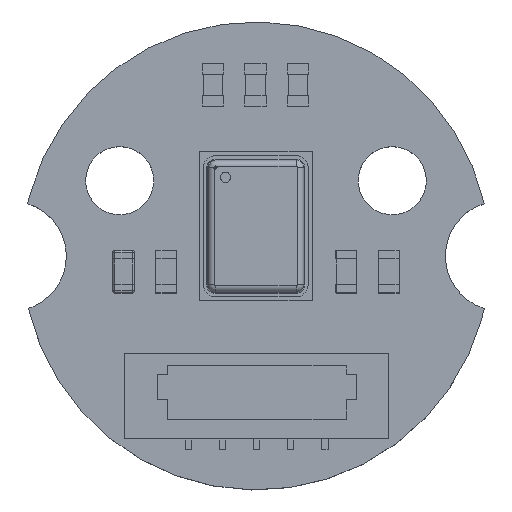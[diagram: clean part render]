
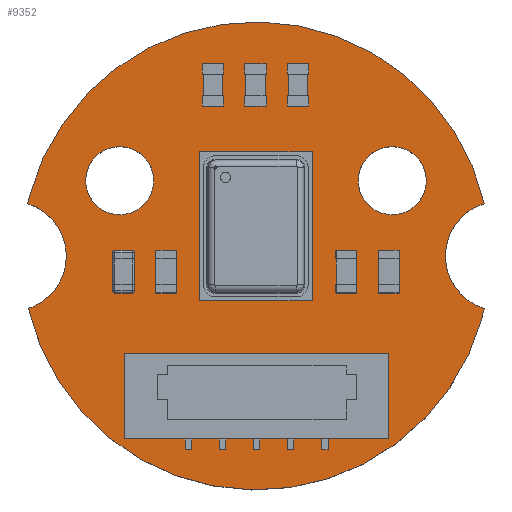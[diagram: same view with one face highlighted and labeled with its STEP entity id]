
A CAD part, top view. The second image highlights one B-rep face of the part: STEP entity #9352.
In plain terms, the highlighted planar face has unit normal (0, 0, 1).
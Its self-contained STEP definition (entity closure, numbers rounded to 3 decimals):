
#8983 = VERTEX_POINT('',#8984);
#8984 = CARTESIAN_POINT('',(234.67,-145.466,1.6));
#8990 = EDGE_CURVE('',#8983,#8991,#8993,.T.);
#8991 = VERTEX_POINT('',#8992);
#8992 = CARTESIAN_POINT('',(245.336,-145.689,1.6));
#8993 = CIRCLE('',#8994,5.502);
#8994 = AXIS2_PLACEMENT_3D('',#8995,#8996,#8997);
#8995 = CARTESIAN_POINT('',(239.975,-146.925,1.6));
#8996 = DIRECTION('',(0.,0.,-1.));
#8997 = DIRECTION('',(-0.964,0.265,0.));
#9023 = EDGE_CURVE('',#8991,#9024,#9026,.T.);
#9024 = VERTEX_POINT('',#9025);
#9025 = CARTESIAN_POINT('',(245.336,-145.689,1.6));
#9026 = LINE('',#9027,#9028);
#9027 = CARTESIAN_POINT('',(245.336,-145.689,1.6));
#9028 = VECTOR('',#9029,1.);
#9029 = DIRECTION('',(0.,-1.,0.));
#9054 = EDGE_CURVE('',#9024,#9055,#9057,.T.);
#9055 = VERTEX_POINT('',#9056);
#9056 = CARTESIAN_POINT('',(245.336,-148.152,1.6));
#9057 = CIRCLE('',#9058,1.287);
#9058 = AXIS2_PLACEMENT_3D('',#9059,#9060,#9061);
#9059 = CARTESIAN_POINT('',(245.709,-146.92,1.6));
#9060 = DIRECTION('',(0.,0.,1.));
#9061 = DIRECTION('',(-0.29,0.957,0.));
#9087 = EDGE_CURVE('',#9055,#9088,#9090,.T.);
#9088 = VERTEX_POINT('',#9089);
#9089 = CARTESIAN_POINT('',(245.281,-148.376,1.6));
#9090 = LINE('',#9091,#9092);
#9091 = CARTESIAN_POINT('',(245.336,-148.152,1.6));
#9092 = VECTOR('',#9093,1.);
#9093 = DIRECTION('',(-0.235,-0.972,0.));
#9118 = EDGE_CURVE('',#9088,#9119,#9121,.T.);
#9119 = VERTEX_POINT('',#9120);
#9120 = CARTESIAN_POINT('',(234.631,-148.145,1.6));
#9121 = CIRCLE('',#9122,5.493);
#9122 = AXIS2_PLACEMENT_3D('',#9123,#9124,#9125);
#9123 = CARTESIAN_POINT('',(239.985,-146.918,1.6));
#9124 = DIRECTION('',(-0.,0.,-1.));
#9125 = DIRECTION('',(0.964,-0.265,-0.));
#9151 = EDGE_CURVE('',#9119,#9152,#9154,.T.);
#9152 = VERTEX_POINT('',#9153);
#9153 = CARTESIAN_POINT('',(234.741,-148.106,1.6));
#9154 = LINE('',#9155,#9156);
#9155 = CARTESIAN_POINT('',(234.631,-148.145,1.6));
#9156 = VECTOR('',#9157,1.);
#9157 = DIRECTION('',(0.944,0.331,0.));
#9182 = EDGE_CURVE('',#9152,#9183,#9185,.T.);
#9183 = VERTEX_POINT('',#9184);
#9184 = CARTESIAN_POINT('',(234.616,-145.69,1.6));
#9185 = CIRCLE('',#9186,1.29);
#9186 = AXIS2_PLACEMENT_3D('',#9187,#9188,#9189);
#9187 = CARTESIAN_POINT('',(234.233,-146.921,1.6));
#9188 = DIRECTION('',(0.,-0.,1.));
#9189 = DIRECTION('',(0.394,-0.919,-0.));
#9215 = EDGE_CURVE('',#9183,#9216,#9218,.T.);
#9216 = VERTEX_POINT('',#9217);
#9217 = CARTESIAN_POINT('',(234.616,-145.691,1.6));
#9218 = LINE('',#9219,#9220);
#9219 = CARTESIAN_POINT('',(234.616,-145.69,1.6));
#9220 = VECTOR('',#9221,1.);
#9221 = DIRECTION('',(-0.3,-0.954,0.));
#9246 = EDGE_CURVE('',#9216,#8983,#9247,.T.);
#9247 = LINE('',#9248,#9249);
#9248 = CARTESIAN_POINT('',(234.616,-145.691,1.6));
#9249 = VECTOR('',#9250,1.);
#9250 = DIRECTION('',(0.235,0.972,0.));
#9270 = VERTEX_POINT('',#9271);
#9271 = CARTESIAN_POINT('',(237.575,-145.15,1.6));
#9277 = EDGE_CURVE('',#9270,#9270,#9278,.T.);
#9278 = CIRCLE('',#9279,0.8);
#9279 = AXIS2_PLACEMENT_3D('',#9280,#9281,#9282);
#9280 = CARTESIAN_POINT('',(236.775,-145.15,1.6));
#9281 = DIRECTION('',(0.,0.,1.));
#9282 = DIRECTION('',(1.,0.,-0.));
#9303 = VERTEX_POINT('',#9304);
#9304 = CARTESIAN_POINT('',(243.975,-145.15,1.6));
#9310 = EDGE_CURVE('',#9303,#9303,#9311,.T.);
#9311 = CIRCLE('',#9312,0.8);
#9312 = AXIS2_PLACEMENT_3D('',#9313,#9314,#9315);
#9313 = CARTESIAN_POINT('',(243.175,-145.15,1.6));
#9314 = DIRECTION('',(0.,0.,1.));
#9315 = DIRECTION('',(1.,0.,-0.));
#9352 = ADVANCED_FACE('',(#9353,#9364,#9367),#9370,.T.);
#9353 = FACE_BOUND('',#9354,.F.);
#9354 = EDGE_LOOP('',(#9355,#9356,#9357,#9358,#9359,#9360,#9361,#9362,
    #9363));
#9355 = ORIENTED_EDGE('',*,*,#8990,.T.);
#9356 = ORIENTED_EDGE('',*,*,#9023,.T.);
#9357 = ORIENTED_EDGE('',*,*,#9054,.T.);
#9358 = ORIENTED_EDGE('',*,*,#9087,.T.);
#9359 = ORIENTED_EDGE('',*,*,#9118,.T.);
#9360 = ORIENTED_EDGE('',*,*,#9151,.T.);
#9361 = ORIENTED_EDGE('',*,*,#9182,.T.);
#9362 = ORIENTED_EDGE('',*,*,#9215,.T.);
#9363 = ORIENTED_EDGE('',*,*,#9246,.T.);
#9364 = FACE_BOUND('',#9365,.F.);
#9365 = EDGE_LOOP('',(#9366));
#9366 = ORIENTED_EDGE('',*,*,#9277,.T.);
#9367 = FACE_BOUND('',#9368,.F.);
#9368 = EDGE_LOOP('',(#9369));
#9369 = ORIENTED_EDGE('',*,*,#9310,.T.);
#9370 = PLANE('',#9371);
#9371 = AXIS2_PLACEMENT_3D('',#9372,#9373,#9374);
#9372 = CARTESIAN_POINT('',(0.,0.,1.6));
#9373 = DIRECTION('',(0.,0.,1.));
#9374 = DIRECTION('',(1.,0.,-0.));
